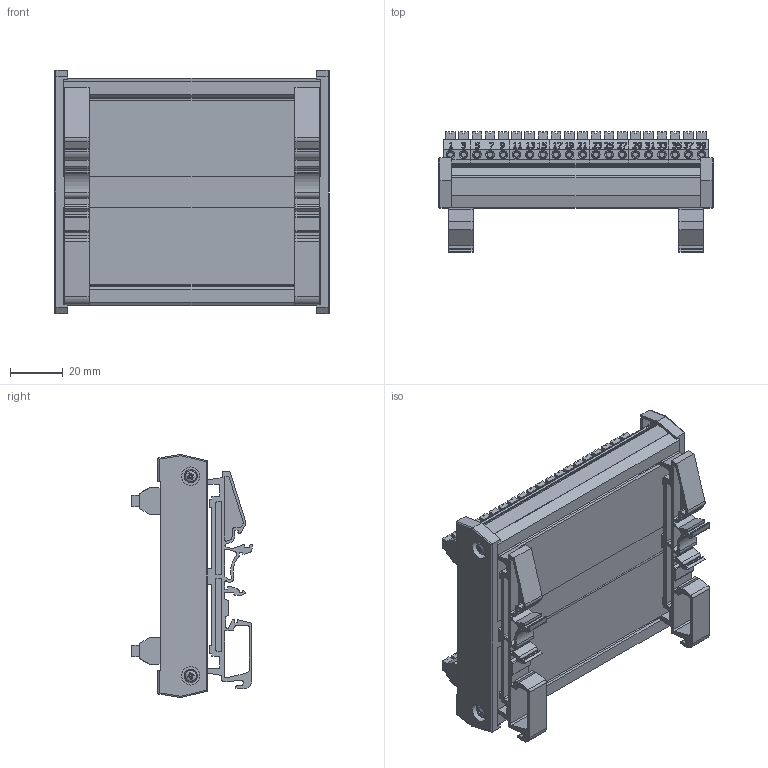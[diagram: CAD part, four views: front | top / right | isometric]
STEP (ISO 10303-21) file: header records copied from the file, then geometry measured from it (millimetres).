
FILE_DESCRIPTION((''),'2;1');
FILE_NAME('8839.2.stp','2014-01-15T08:45:22',('roland'),(''),'Autodesk Inventor 2013','Autodesk Inventor 2013','');
FILE_SCHEMA(('CONFIG_CONTROL_DESIGN'));
Length unit declared in the file: millimetre
Products named in the file (10): 8839; 20 plate; 20diodes; BASE SIDE; BASE LEGS; BS EN ISO 7045 Z - Metric M2.5 x 10 - 4.8 - Z; 3 Green spring; 2 Green spring; 20 lable1; 20 lable2
Assembly tree (26 placements, depth 2):
  8839
    20 plate
    20diodes
    BASE SIDE  x2
    BASE LEGS  x2
    BS EN ISO 7045 Z - Metric M2.5 x 10 - 4.8 - Z  x4
    3 Green spring  x12
    2 Green spring  x2
    20 lable1
    20 lable2
Bounding box: 104 x 45.69 x 91.98 mm (x, y, z)
Volume: 69175.3 mm3; surface area: 87389.4 mm2
Topology: 26 solids, 26 shells, 3155 faces, 8365 edges, 5546 vertices
Faces by surface type: plane 1760, bspline 762, cylinder 505, cone 64, torus 60, sphere 4
Full cylindrical faces by diameter (mm): 1 x120, 1.3 x40, 2 x80, 2.256 x4, 2.5 x4, 3.2 x44, 7 x4, 9 x4
Entity records: 71030 total; most frequent: CARTESIAN_POINT 21828, ORIENTED_EDGE 11204, DIRECTION 7409, EDGE_CURVE 5602, VERTEX_POINT 3855, VECTOR 3377, LINE 3377, EDGE_LOOP 2737
